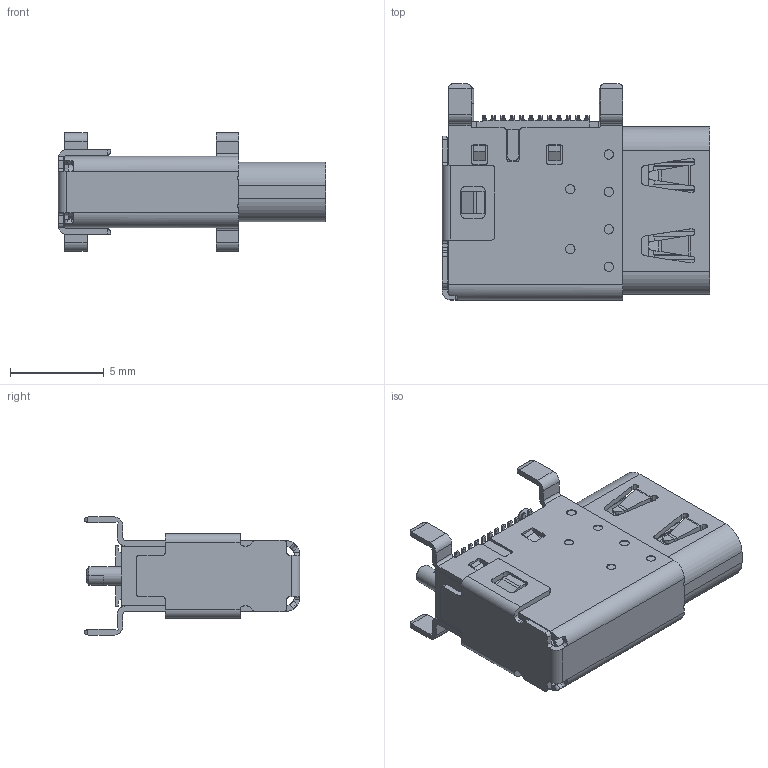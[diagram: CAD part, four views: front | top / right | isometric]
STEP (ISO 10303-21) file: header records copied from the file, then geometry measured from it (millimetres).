
FILE_DESCRIPTION((''),'2;1');
FILE_NAME('111','2025-02-17T11:17:20',('Administrator'),(''),'CREO PARAMETRIC BY PTC INC, 2020154','CREO PARAMETRIC BY PTC INC, 2020154','');
FILE_SCHEMA(('CONFIG_CONTROL_DESIGN','SHAPE_APPEARANCE_LAYERS_GROUPS'));
Length unit declared in the file: millimetre
Products named in the file (1): 111
Bounding box: 14.3 x 11.53 x 6.3 mm (x, y, z)
Volume: 364.6 mm3; surface area: 1456.6 mm2
Topology: 1 solids, 1 shells, 1485 faces, 4196 edges, 2720 vertices
Faces by surface type: plane 1061, cylinder 381, bspline 20, cone 19, torus 4
Entity records: 57610 total; most frequent: CARTESIAN_POINT 10142, ORIENTED_EDGE 8392, DIRECTION 7587, EDGE_CURVE 4196, VECTOR 3255, LINE 3255, VERTEX_POINT 2720, AXIS2_PLACEMENT_3D 2166
